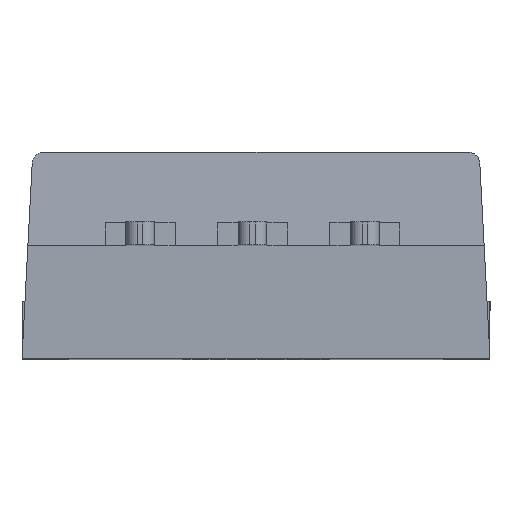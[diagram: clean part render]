
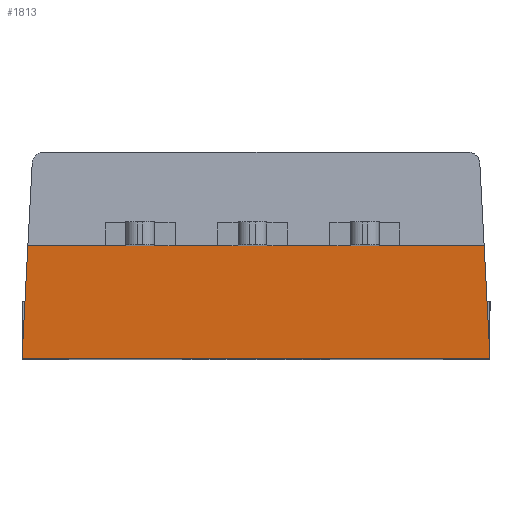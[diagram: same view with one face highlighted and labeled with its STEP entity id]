
A CAD part, top view. The second image highlights one B-rep face of the part: STEP entity #1813.
In plain terms, the highlighted planar face has unit normal (0, -0.035, 0.999).
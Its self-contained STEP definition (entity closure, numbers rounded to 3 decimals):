
#279 = DIRECTION ( 'NONE',  ( 0.052, -0.998, -0.035 ) ) ;
#517 = PLANE ( 'NONE',  #4486 ) ;
#596 = DIRECTION ( 'NONE',  ( 1., 0., 0. ) ) ;
#645 = CARTESIAN_POINT ( 'NONE',  ( 0.126, 2.397, -0.126 ) ) ;
#964 = VECTOR ( 'NONE', #596, 1000. ) ;
#1064 = CARTESIAN_POINT ( 'NONE',  ( 10., 2.397, -0.126 ) ) ;
#1368 = ORIENTED_EDGE ( 'NONE', *, *, #2871, .F. ) ;
#1562 = CARTESIAN_POINT ( 'NONE',  ( 0., 2.397, -0.126 ) ) ;
#1618 = ORIENTED_EDGE ( 'NONE', *, *, #4939, .F. ) ;
#1813 = ADVANCED_FACE ( 'NONE', ( #4200 ), #517, .F. ) ;
#2464 = DIRECTION ( 'NONE',  ( 1., 0., 0. ) ) ;
#2481 = VECTOR ( 'NONE', #2856, 1000. ) ;
#2494 = VERTEX_POINT ( 'NONE', #4321 ) ;
#2508 = VERTEX_POINT ( 'NONE', #5797 ) ;
#2663 = EDGE_CURVE ( 'NONE', #2943, #2494, #5851, .T. ) ;
#2820 = ORIENTED_EDGE ( 'NONE', *, *, #2663, .F. ) ;
#2848 = VECTOR ( 'NONE', #3947, 1000. ) ;
#2856 = DIRECTION ( 'NONE',  ( -1., 0., 0. ) ) ;
#2871 = EDGE_CURVE ( 'NONE', #4815, #2508, #4117, .T. ) ;
#2936 = ORIENTED_EDGE ( 'NONE', *, *, #5653, .F. ) ;
#2943 = VERTEX_POINT ( 'NONE', #4853 ) ;
#3732 = LINE ( 'NONE', #5005, #4554 ) ;
#3947 = DIRECTION ( 'NONE',  ( 0.052, 0.998, 0.035 ) ) ;
#3961 = DIRECTION ( 'NONE',  ( 0., 0.035, -0.999 ) ) ;
#3966 = CARTESIAN_POINT ( 'NONE',  ( 0.125, 2.39, -0.126 ) ) ;
#4117 = LINE ( 'NONE', #1064, #964 ) ;
#4200 = FACE_OUTER_BOUND ( 'NONE', #4721, .T. ) ;
#4321 = CARTESIAN_POINT ( 'NONE',  ( 0., 0., -0.209 ) ) ;
#4486 = AXIS2_PLACEMENT_3D ( 'NONE', #1562, #3961, #2464 ) ;
#4554 = VECTOR ( 'NONE', #279, 1000. ) ;
#4707 = CARTESIAN_POINT ( 'NONE',  ( 0., 0., -0.209 ) ) ;
#4721 = EDGE_LOOP ( 'NONE', ( #2936, #2820, #1618, #1368 ) ) ;
#4815 = VERTEX_POINT ( 'NONE', #645 ) ;
#4853 = CARTESIAN_POINT ( 'NONE',  ( 10., 0., -0.209 ) ) ;
#4939 = EDGE_CURVE ( 'NONE', #2508, #2943, #3732, .T. ) ;
#5005 = CARTESIAN_POINT ( 'NONE',  ( 9.847, 2.912, -0.108 ) ) ;
#5394 = LINE ( 'NONE', #3966, #2848 ) ;
#5653 = EDGE_CURVE ( 'NONE', #2494, #4815, #5394, .T. ) ;
#5797 = CARTESIAN_POINT ( 'NONE',  ( 9.874, 2.397, -0.126 ) ) ;
#5851 = LINE ( 'NONE', #4707, #2481 ) ;
